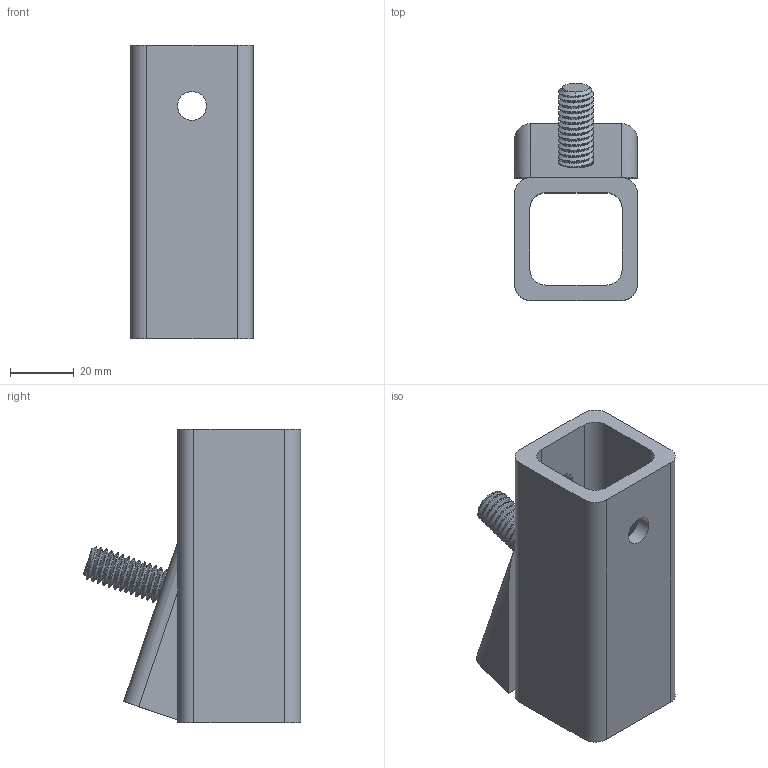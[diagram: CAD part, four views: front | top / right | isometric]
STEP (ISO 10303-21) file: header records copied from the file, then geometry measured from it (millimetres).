
FILE_DESCRIPTION(/* description */ (''),/* implementation_level */ '2;1');
FILE_NAME(/* name */ 'Plow Attachment Assembly v12.step',/* time_stamp */ '2025-04-28T11:53:27-04:00',/* author */ (''),/* organization */ (''),/* preprocessor_version */ 'ST-DEVELOPER v20.1',/* originating_system */ 'Autodesk Translation Framework v14.4.0.0',/* authorisation */ '');
FILE_SCHEMA (('AUTOMOTIVE_DESIGN { 1 0 10303 214 3 1 1 }'));
Length unit declared in the file: millimetre
Products named in the file (7): Plow Attachment Assembly; Plow Attachment Tube 92 mm x 38.5 mm v4; Plow Attachment Tube v1; Plow Attachment Slope v3; Plow Attachment Slope; 98750A467_Grade B7 Medium-Strength Steel Threaded Rod; Plow Slope Threaded Rod
Assembly tree (6 placements, depth 3):
  Plow Attachment Assembly
    Plow Attachment Tube 92 mm x 38.5 mm v4
      Plow Attachment Tube v1
    Plow Attachment Slope v3
      Plow Attachment Slope
    98750A467_Grade B7 Medium-Strength Steel Threaded Rod
      Plow Slope Threaded Rod
Bounding box: 38.5 x 68.16 x 92 mm (x, y, z)
Volume: 70732.7 mm3; surface area: 31632.7 mm2
Topology: 3 solids, 3 shells, 68 faces, 183 edges, 122 vertices
Faces by surface type: cylinder 42, plane 21, bspline 3, cone 2
Full cylindrical faces by diameter (mm): 9.06 x2, 11.113 x1
Entity records: 6815 total; most frequent: CARTESIAN_POINT 5087, ORIENTED_EDGE 366, DIRECTION 309, EDGE_CURVE 183, VERTEX_POINT 122, AXIS2_PLACEMENT_3D 112, LINE 85, VECTOR 85
